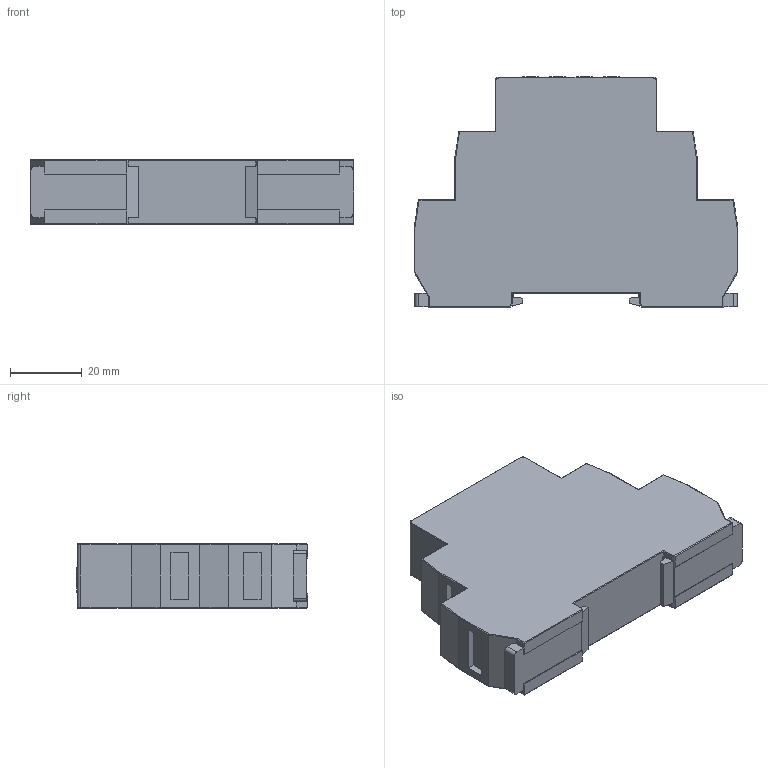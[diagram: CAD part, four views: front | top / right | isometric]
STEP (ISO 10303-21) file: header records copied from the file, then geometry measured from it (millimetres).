
FILE_DESCRIPTION (( 'STEP AP203' ), '1' );
FILE_NAME ('CTR-450-TC-2-1HD-U240-C00_Ðåëå öèêëè÷åñêîå TC ðåâåðñ. 2 êîíò. 12-240Â ACDC AC IEK.STEP', '2024-12-24T07:45:05', ( '' ), ( '' ), 'SwSTEP 2.0', 'SolidWorks 2022', '' );
FILE_SCHEMA (( 'CONFIG_CONTROL_DESIGN' ));
Length unit declared in the file: millimetre
Products named in the file (1): CTR-450-TC-2-1HD-U240-C00_Реле циклическое TC реверс. 2 конт. 12-240В ACDC AC IEK
Bounding box: 90 x 64.27 x 17.8 mm (x, y, z)
Volume: 78842.4 mm3; surface area: 15683.7 mm2
Topology: 1 solids, 1 shells, 547 faces, 1354 edges, 832 vertices
Faces by surface type: plane 361, cylinder 122, cone 52, bspline 12
Entity records: 16167 total; most frequent: CARTESIAN_POINT 3448, ORIENTED_EDGE 2692, DIRECTION 2548, EDGE_CURVE 1346, LINE 888, VECTOR 888, VERTEX_POINT 832, AXIS2_PLACEMENT_3D 830
